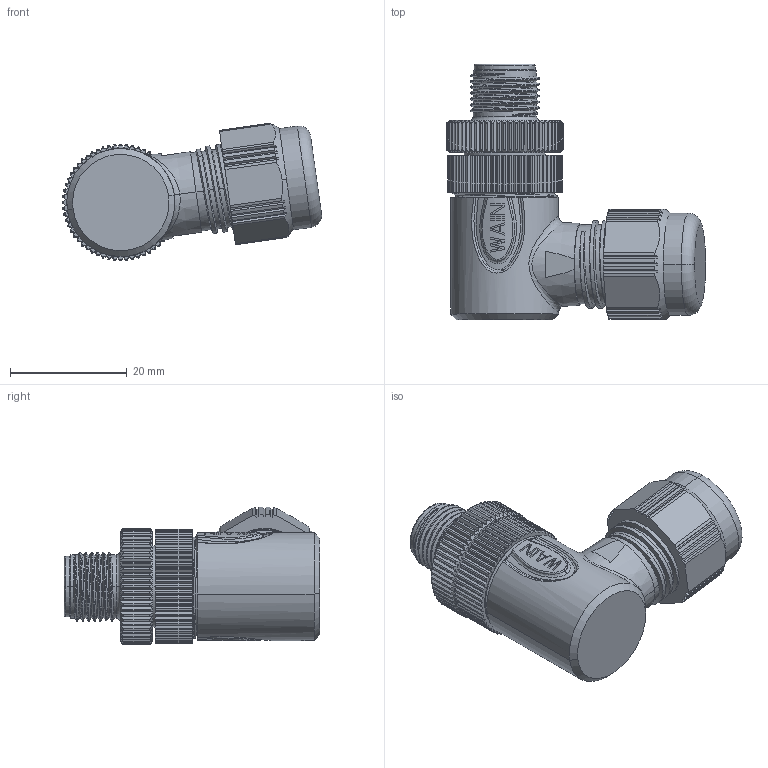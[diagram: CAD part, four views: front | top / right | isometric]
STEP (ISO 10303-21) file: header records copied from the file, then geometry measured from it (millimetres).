
FILE_DESCRIPTION((''),'2;1');
FILE_NAME('3D_1630045113004_M12-M04A-S-2D5','2024-02-04T',('12524'),(''),'PRO/ENGINEER BY PARAMETRIC TECHNOLOGY CORPORATION, 2012480','PRO/ENGINEER BY PARAMETRIC TECHNOLOGY CORPORATION, 2012480','');
FILE_SCHEMA(('CONFIG_CONTROL_DESIGN'));
Length unit declared in the file: millimetre
Products named in the file (1): 3D_1630045113004_M12-M04A-S-2D5
Bounding box: 44.38 x 43.8 x 23.6 mm (x, y, z)
Volume: 15465.3 mm3; surface area: 6521.3 mm2
Topology: 1 solids, 7 shells, 988 faces, 2542 edges, 1587 vertices
Faces by surface type: plane 453, cylinder 350, cone 130, bspline 38, sphere 8, torus 6, extrusion 3
Entity records: 39418 total; most frequent: CARTESIAN_POINT 16468, ORIENTED_EDGE 5068, DIRECTION 4372, EDGE_CURVE 2534, VERTEX_POINT 1587, AXIS2_PLACEMENT_3D 1574, VECTOR 1224, LINE 1221
